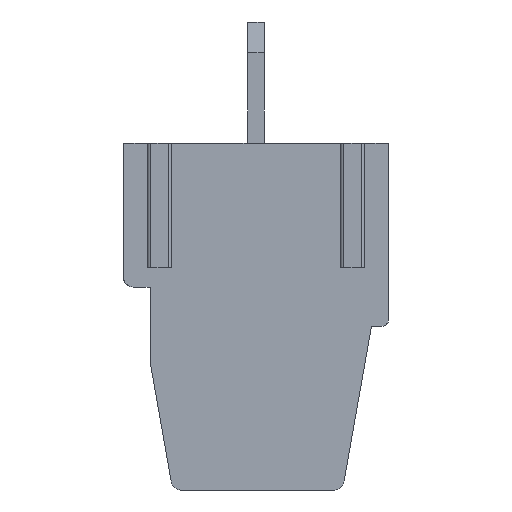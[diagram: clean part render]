
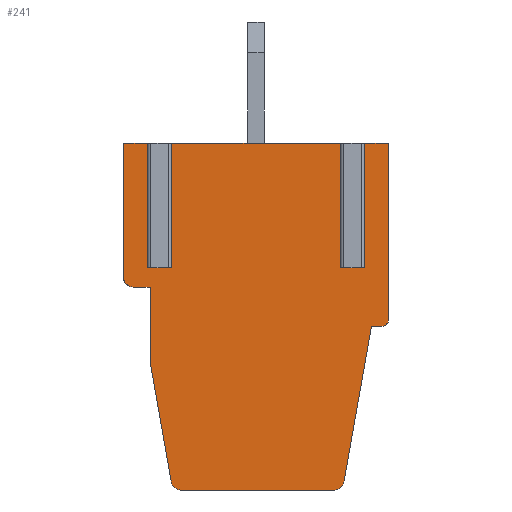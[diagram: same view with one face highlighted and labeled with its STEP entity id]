
A CAD part, front view. The second image highlights one B-rep face of the part: STEP entity #241.
In plain terms, the highlighted planar face has unit normal (0, -1, 0).
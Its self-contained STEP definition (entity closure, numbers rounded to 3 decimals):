
#241 = ADVANCED_FACE( '', ( #538 ), #539, .F. );
#538 = FACE_OUTER_BOUND( '', #888, .T. );
#539 = PLANE( '', #889 );
#888 = EDGE_LOOP( '', ( #1610, #1611, #1612, #1613, #1614, #1615, #1616, #1617, #1618, #1619, #1620, #1621, #1622, #1623, #1624, #1625, #1626, #1627, #1628, #1629, #1630 ) );
#889 = AXIS2_PLACEMENT_3D( '', #1631, #1632, #1633 );
#1610 = ORIENTED_EDGE( '', *, *, #2240, .F. );
#1611 = ORIENTED_EDGE( '', *, *, #2444, .T. );
#1612 = ORIENTED_EDGE( '', *, *, #2253, .T. );
#1613 = ORIENTED_EDGE( '', *, *, #2445, .T. );
#1614 = ORIENTED_EDGE( '', *, *, #2297, .F. );
#1615 = ORIENTED_EDGE( '', *, *, #2218, .T. );
#1616 = ORIENTED_EDGE( '', *, *, #2245, .T. );
#1617 = ORIENTED_EDGE( '', *, *, #2446, .T. );
#1618 = ORIENTED_EDGE( '', *, *, #2147, .T. );
#1619 = ORIENTED_EDGE( '', *, *, #2447, .F. );
#1620 = ORIENTED_EDGE( '', *, *, #2183, .F. );
#1621 = ORIENTED_EDGE( '', *, *, #2303, .F. );
#1622 = ORIENTED_EDGE( '', *, *, #2448, .T. );
#1623 = ORIENTED_EDGE( '', *, *, #2449, .T. );
#1624 = ORIENTED_EDGE( '', *, *, #2450, .T. );
#1625 = ORIENTED_EDGE( '', *, *, #2451, .F. );
#1626 = ORIENTED_EDGE( '', *, *, #2158, .F. );
#1627 = ORIENTED_EDGE( '', *, *, #2452, .T. );
#1628 = ORIENTED_EDGE( '', *, *, #2354, .T. );
#1629 = ORIENTED_EDGE( '', *, *, #2261, .T. );
#1630 = ORIENTED_EDGE( '', *, *, #2453, .F. );
#1631 = CARTESIAN_POINT( '', ( 100., 5., -4.098 ) );
#1632 = DIRECTION( '', ( 0., 1., 0. ) );
#1633 = DIRECTION( '', ( -1., 0., 0. ) );
#2147 = EDGE_CURVE( '', #2577, #2578, #2579, .F. );
#2158 = EDGE_CURVE( '', #2596, #2598, #2599, .T. );
#2183 = EDGE_CURVE( '', #2640, #2643, #2644, .T. );
#2218 = EDGE_CURVE( '', #2706, #2703, #2707, .F. );
#2240 = EDGE_CURVE( '', #2743, #2745, #2746, .T. );
#2245 = EDGE_CURVE( '', #2703, #2750, #2753, .T. );
#2253 = EDGE_CURVE( '', #2768, #2766, #2769, .T. );
#2261 = EDGE_CURVE( '', #2783, #2781, #2784, .T. );
#2297 = EDGE_CURVE( '', #2706, #2847, #2848, .T. );
#2303 = EDGE_CURVE( '', #2856, #2640, #2858, .T. );
#2354 = EDGE_CURVE( '', #2937, #2783, #2938, .T. );
#2444 = EDGE_CURVE( '', #2743, #2768, #3063, .F. );
#2445 = EDGE_CURVE( '', #2766, #2847, #3064, .T. );
#2446 = EDGE_CURVE( '', #2750, #2577, #3065, .T. );
#2447 = EDGE_CURVE( '', #2643, #2578, #3066, .T. );
#2448 = EDGE_CURVE( '', #2856, #3067, #3068, .F. );
#2449 = EDGE_CURVE( '', #3067, #3069, #3070, .T. );
#2450 = EDGE_CURVE( '', #3069, #3071, #3072, .F. );
#2451 = EDGE_CURVE( '', #2598, #3071, #3073, .T. );
#2452 = EDGE_CURVE( '', #2596, #2937, #3074, .F. );
#2453 = EDGE_CURVE( '', #2745, #2781, #3075, .F. );
#2577 = VERTEX_POINT( '', #3219 );
#2578 = VERTEX_POINT( '', #3220 );
#2579 = CIRCLE( '', #3221, 0.298 );
#2596 = VERTEX_POINT( '', #3248 );
#2598 = VERTEX_POINT( '', #3251 );
#2599 = LINE( '', #3252, #3253 );
#2640 = VERTEX_POINT( '', #3312 );
#2643 = VERTEX_POINT( '', #3316 );
#2644 = LINE( '', #3317, #3318 );
#2703 = VERTEX_POINT( '', #3404 );
#2706 = VERTEX_POINT( '', #3407 );
#2707 = LINE( '', #3408, #3409 );
#2743 = VERTEX_POINT( '', #3457 );
#2745 = VERTEX_POINT( '', #3459 );
#2746 = LINE( '', #3460, #3461 );
#2750 = VERTEX_POINT( '', #3465 );
#2753 = LINE( '', #3469, #3470 );
#2766 = VERTEX_POINT( '', #3487 );
#2768 = VERTEX_POINT( '', #3489 );
#2769 = LINE( '', #3490, #3491 );
#2781 = VERTEX_POINT( '', #3506 );
#2783 = VERTEX_POINT( '', #3508 );
#2784 = LINE( '', #3509, #3510 );
#2847 = VERTEX_POINT( '', #3594 );
#2848 = LINE( '', #3595, #3596 );
#2856 = VERTEX_POINT( '', #3605 );
#2858 = LINE( '', #3608, #3609 );
#2937 = VERTEX_POINT( '', #3731 );
#2938 = LINE( '', #3732, #3733 );
#3063 = LINE( '', #3920, #3921 );
#3064 = LINE( '', #3922, #3923 );
#3065 = LINE( '', #3924, #3925 );
#3066 = LINE( '', #3926, #3927 );
#3067 = VERTEX_POINT( '', #3928 );
#3068 = CIRCLE( '', #3929, 0.298 );
#3069 = VERTEX_POINT( '', #3930 );
#3070 = LINE( '', #3931, #3932 );
#3071 = VERTEX_POINT( '', #3933 );
#3072 = CIRCLE( '', #3934, 0.298 );
#3073 = LINE( '', #3935, #3936 );
#3074 = CIRCLE( '', #3937, 0.198 );
#3075 = LINE( '', #3938, #3939 );
#3219 = CARTESIAN_POINT( '', ( 100., 5., -4.098 ) );
#3220 = CARTESIAN_POINT( '', ( 100.298, 5., -4.395 ) );
#3221 = AXIS2_PLACEMENT_3D( '', #4124, #4125, #4126 );
#3248 = CARTESIAN_POINT( '', ( 107.898, 5., -5.596 ) );
#3251 = CARTESIAN_POINT( '', ( 107.577, 5., -5.596 ) );
#3252 = CARTESIAN_POINT( '', ( 108.096, 5., -5.596 ) );
#3253 = VECTOR( '', #4134, 1000. );
#3312 = CARTESIAN_POINT( '', ( 100.814, 5., -6.704 ) );
#3316 = CARTESIAN_POINT( '', ( 100.814, 5., -4.395 ) );
#3317 = CARTESIAN_POINT( '', ( 100.814, 5., -6.704 ) );
#3318 = VECTOR( '', #4154, 1000. );
#3404 = CARTESIAN_POINT( '', ( 100.73, 5., 0. ) );
#3407 = CARTESIAN_POINT( '', ( 100.73, 5., -3.8 ) );
#3408 = CARTESIAN_POINT( '', ( 100.73, 5., 0. ) );
#3409 = VECTOR( '', #4188, 1000. );
#3457 = CARTESIAN_POINT( '', ( 106.63, 5., -3.8 ) );
#3459 = CARTESIAN_POINT( '', ( 107.37, 5., -3.8 ) );
#3460 = CARTESIAN_POINT( '', ( 106.68, 5., -3.8 ) );
#3461 = VECTOR( '', #4216, 1000. );
#3465 = CARTESIAN_POINT( '', ( 100., 5., 0. ) );
#3469 = CARTESIAN_POINT( '', ( 103.497, 5., 0. ) );
#3470 = VECTOR( '', #4224, 1000. );
#3487 = CARTESIAN_POINT( '', ( 101.47, 5., 0. ) );
#3489 = CARTESIAN_POINT( '', ( 106.63, 5., 0. ) );
#3490 = CARTESIAN_POINT( '', ( 103.497, 5., 0. ) );
#3491 = VECTOR( '', #4238, 1000. );
#3506 = CARTESIAN_POINT( '', ( 107.37, 5., 0. ) );
#3508 = CARTESIAN_POINT( '', ( 108.096, 5., 0. ) );
#3509 = CARTESIAN_POINT( '', ( 103.497, 5., 0. ) );
#3510 = VECTOR( '', #4254, 1000. );
#3594 = CARTESIAN_POINT( '', ( 101.47, 5., -3.8 ) );
#3595 = CARTESIAN_POINT( '', ( 100.78, 5., -3.8 ) );
#3596 = VECTOR( '', #4312, 1000. );
#3605 = CARTESIAN_POINT( '', ( 101.451, 5., -10.317 ) );
#3608 = CARTESIAN_POINT( '', ( 101.498, 5., -10.587 ) );
#3609 = VECTOR( '', #4321, 1000. );
#3731 = CARTESIAN_POINT( '', ( 108.096, 5., -5.398 ) );
#3732 = CARTESIAN_POINT( '', ( 108.096, 5., 0. ) );
#3733 = VECTOR( '', #4361, 1000. );
#3920 = CARTESIAN_POINT( '', ( 106.63, 5., 0. ) );
#3921 = VECTOR( '', #4444, 1000. );
#3922 = CARTESIAN_POINT( '', ( 101.47, 5., 0. ) );
#3923 = VECTOR( '', #4445, 1000. );
#3924 = CARTESIAN_POINT( '', ( 100., 5., 0. ) );
#3925 = VECTOR( '', #4446, 1000. );
#3926 = CARTESIAN_POINT( '', ( 100.814, 5., -4.395 ) );
#3927 = VECTOR( '', #4447, 1000. );
#3928 = CARTESIAN_POINT( '', ( 101.748, 5., -10.6 ) );
#3929 = AXIS2_PLACEMENT_3D( '', #4448, #4449, #4450 );
#3930 = CARTESIAN_POINT( '', ( 106.448, 5., -10.6 ) );
#3931 = CARTESIAN_POINT( '', ( 104.098, 5., -10.6 ) );
#3932 = VECTOR( '', #4451, 1000. );
#3933 = CARTESIAN_POINT( '', ( 106.745, 5., -10.317 ) );
#3934 = AXIS2_PLACEMENT_3D( '', #4452, #4453, #4454 );
#3935 = CARTESIAN_POINT( '', ( 107.577, 5., -5.596 ) );
#3936 = VECTOR( '', #4455, 1000. );
#3937 = AXIS2_PLACEMENT_3D( '', #4456, #4457, #4458 );
#3938 = CARTESIAN_POINT( '', ( 107.37, 5., 0. ) );
#3939 = VECTOR( '', #4459, 1000. );
#4124 = CARTESIAN_POINT( '', ( 100.298, 5., -4.098 ) );
#4125 = DIRECTION( '', ( 0., 1., 0. ) );
#4126 = DIRECTION( '', ( 0., 0., 1. ) );
#4134 = DIRECTION( '', ( -1., 0., 0. ) );
#4154 = DIRECTION( '', ( 0., 0., 1. ) );
#4188 = DIRECTION( '', ( 0., 0., -1. ) );
#4216 = DIRECTION( '', ( 1., 0., 0. ) );
#4224 = DIRECTION( '', ( -1., 0., 0. ) );
#4238 = DIRECTION( '', ( -1., 0., 0. ) );
#4254 = DIRECTION( '', ( -1., 0., 0. ) );
#4312 = DIRECTION( '', ( 1., 0., 0. ) );
#4321 = DIRECTION( '', ( -0.174, 0., 0.985 ) );
#4361 = DIRECTION( '', ( 0., 0., 1. ) );
#4444 = DIRECTION( '', ( 0., 0., -1. ) );
#4445 = DIRECTION( '', ( 0., 0., -1. ) );
#4446 = DIRECTION( '', ( 0., 0., -1. ) );
#4447 = DIRECTION( '', ( -1., 0., 0. ) );
#4448 = CARTESIAN_POINT( '', ( 101.748, 5., -10.302 ) );
#4449 = DIRECTION( '', ( 0., 1., 0. ) );
#4450 = DIRECTION( '', ( 0., 0., 1. ) );
#4451 = DIRECTION( '', ( 1., 0., 0. ) );
#4452 = CARTESIAN_POINT( '', ( 106.448, 5., -10.302 ) );
#4453 = DIRECTION( '', ( 0., 1., 0. ) );
#4454 = DIRECTION( '', ( 0., 0., 1. ) );
#4455 = DIRECTION( '', ( -0.174, 0., -0.985 ) );
#4456 = CARTESIAN_POINT( '', ( 107.898, 5., -5.398 ) );
#4457 = DIRECTION( '', ( 0., 1., 0. ) );
#4458 = DIRECTION( '', ( 0., 0., 1. ) );
#4459 = DIRECTION( '', ( 0., 0., -1. ) );
